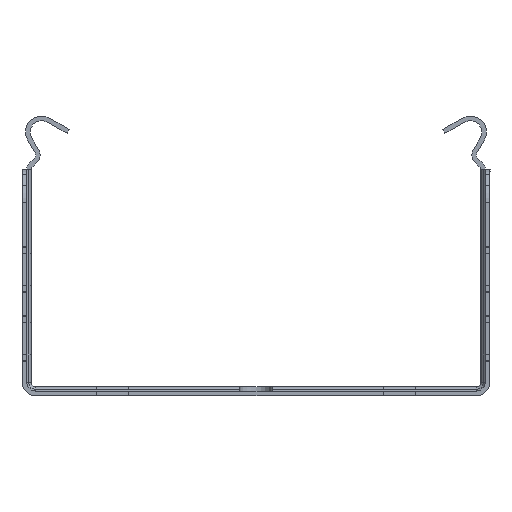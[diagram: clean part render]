
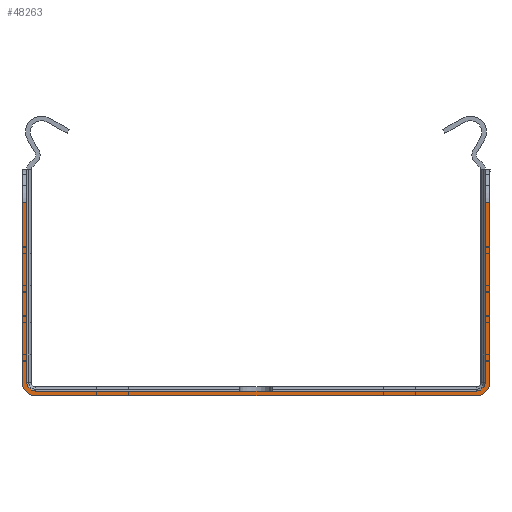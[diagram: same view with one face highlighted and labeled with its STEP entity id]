
A CAD part, front view. The second image highlights one B-rep face of the part: STEP entity #48263.
In plain terms, the highlighted planar face has unit normal (0, -1, 0).
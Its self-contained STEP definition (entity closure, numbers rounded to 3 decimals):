
#1173=PLANE('',#50745);
#2395=FACE_OUTER_BOUND('',#4829,.T.);
#4829=EDGE_LOOP('',(#32653,#32654,#32655,#32656,#32657,#32658,#32659,#32660,
#32661,#32662,#32663,#32664));
#8401=LINE('',#70083,#13239);
#8422=LINE('',#70152,#13260);
#8423=LINE('',#70158,#13261);
#8428=LINE('',#70170,#13266);
#8453=LINE('',#70250,#13291);
#8454=LINE('',#70253,#13292);
#8455=LINE('',#70257,#13293);
#8456=LINE('',#70260,#13294);
#13239=VECTOR('',#55563,10.);
#13260=VECTOR('',#55614,10.);
#13261=VECTOR('',#55619,10.);
#13266=VECTOR('',#55630,10.);
#13291=VECTOR('',#55689,10.);
#13292=VECTOR('',#55692,10.);
#13293=VECTOR('',#55695,10.);
#13294=VECTOR('',#55698,10.);
#18101=CIRCLE('',#50746,1.99);
#18102=CIRCLE('',#50747,1.99);
#18103=CIRCLE('',#50748,3.);
#18104=CIRCLE('',#50749,3.);
#20489=VERTEX_POINT('',#70080);
#20490=VERTEX_POINT('',#70082);
#20523=VERTEX_POINT('',#70150);
#20525=VERTEX_POINT('',#70155);
#20526=VERTEX_POINT('',#70157);
#20530=VERTEX_POINT('',#70169);
#20567=VERTEX_POINT('',#70247);
#20568=VERTEX_POINT('',#70249);
#20569=VERTEX_POINT('',#70252);
#20570=VERTEX_POINT('',#70254);
#20571=VERTEX_POINT('',#70256);
#20572=VERTEX_POINT('',#70258);
#25311=EDGE_CURVE('',#20490,#20489,#8401,.T.);
#25346=EDGE_CURVE('',#20490,#20523,#8422,.T.);
#25348=EDGE_CURVE('',#20525,#20526,#8423,.T.);
#25354=EDGE_CURVE('',#20530,#20526,#8428,.T.);
#25393=EDGE_CURVE('',#20489,#20567,#18101,.T.);
#25394=EDGE_CURVE('',#20567,#20568,#8453,.T.);
#25395=EDGE_CURVE('',#20568,#20530,#18102,.T.);
#25396=EDGE_CURVE('',#20525,#20569,#8454,.T.);
#25397=EDGE_CURVE('',#20569,#20570,#18103,.T.);
#25398=EDGE_CURVE('',#20570,#20571,#8455,.T.);
#25399=EDGE_CURVE('',#20571,#20572,#18104,.T.);
#25400=EDGE_CURVE('',#20572,#20523,#8456,.T.);
#32653=ORIENTED_EDGE('',*,*,#25346,.F.);
#32654=ORIENTED_EDGE('',*,*,#25311,.T.);
#32655=ORIENTED_EDGE('',*,*,#25393,.T.);
#32656=ORIENTED_EDGE('',*,*,#25394,.T.);
#32657=ORIENTED_EDGE('',*,*,#25395,.T.);
#32658=ORIENTED_EDGE('',*,*,#25354,.T.);
#32659=ORIENTED_EDGE('',*,*,#25348,.F.);
#32660=ORIENTED_EDGE('',*,*,#25396,.T.);
#32661=ORIENTED_EDGE('',*,*,#25397,.T.);
#32662=ORIENTED_EDGE('',*,*,#25398,.T.);
#32663=ORIENTED_EDGE('',*,*,#25399,.T.);
#32664=ORIENTED_EDGE('',*,*,#25400,.T.);
#48263=ADVANCED_FACE('',(#2395),#1173,.T.);
#50745=AXIS2_PLACEMENT_3D('',#70246,#55685,#55686);
#50746=AXIS2_PLACEMENT_3D('',#70248,#55687,#55688);
#50747=AXIS2_PLACEMENT_3D('',#70251,#55690,#55691);
#50748=AXIS2_PLACEMENT_3D('',#70255,#55693,#55694);
#50749=AXIS2_PLACEMENT_3D('',#70259,#55696,#55697);
#55563=DIRECTION('',(0.,0.,-1.));
#55614=DIRECTION('',(1.,0.,0.));
#55619=DIRECTION('',(1.,0.,0.));
#55630=DIRECTION('',(0.,0.,1.));
#55685=DIRECTION('center_axis',(0.,-1.,0.));
#55686=DIRECTION('ref_axis',(0.,0.,-1.));
#55687=DIRECTION('center_axis',(0.,1.,0.));
#55688=DIRECTION('ref_axis',(0.,0.,
1.));
#55689=DIRECTION('',(-1.,0.,0.));
#55690=DIRECTION('center_axis',(0.,1.,0.));
#55691=DIRECTION('ref_axis',(1.,0.,0.));
#55692=DIRECTION('',(0.,0.,-1.));
#55693=DIRECTION('center_axis',(0.,-1.,0.));
#55694=DIRECTION('ref_axis',(-1.,0.,0.));
#55695=DIRECTION('',(1.,0.,0.));
#55696=DIRECTION('center_axis',(0.,-1.,0.));
#55697=DIRECTION('ref_axis',(0.,0.,
-1.));
#55698=DIRECTION('',(0.,0.,1.));
#70080=CARTESIAN_POINT('',(49.99,-1518.,2.));
#70082=CARTESIAN_POINT('',(49.99,-1518.,41.045));
#70083=CARTESIAN_POINT('',(49.99,-1518.,48.397));
#70150=CARTESIAN_POINT('',(51.,-1518.,41.045));
#70152=CARTESIAN_POINT('',(12.75,-1518.,41.045));
#70155=CARTESIAN_POINT('',(-51.,-1518.,41.045));
#70157=CARTESIAN_POINT('',(-49.99,-1518.,41.045));
#70158=CARTESIAN_POINT('',(-12.498,-1518.,41.045));
#70169=CARTESIAN_POINT('',(-49.99,-1518.,2.));
#70170=CARTESIAN_POINT('',(-49.99,-1518.,2.));
#70246=CARTESIAN_POINT('Origin',(0.,-1518.,23.694));
#70247=CARTESIAN_POINT('',(48.,-1518.,0.01));
#70248=CARTESIAN_POINT('Origin',(48.,-1518.,2.));
#70249=CARTESIAN_POINT('',(-48.,-1518.,0.01));
#70250=CARTESIAN_POINT('',(48.,-1518.,0.01));
#70251=CARTESIAN_POINT('Origin',(-48.,-1518.,2.));
#70252=CARTESIAN_POINT('',(-51.,-1518.,2.));
#70253=CARTESIAN_POINT('',(-51.,-1518.,48.387));
#70254=CARTESIAN_POINT('',(-48.,-1518.,-1.));
#70255=CARTESIAN_POINT('Origin',(-48.,-1518.,2.));
#70256=CARTESIAN_POINT('',(48.,-1518.,-1.));
#70257=CARTESIAN_POINT('',(-48.,-1518.,-1.));
#70258=CARTESIAN_POINT('',(51.,-1518.,2.));
#70259=CARTESIAN_POINT('Origin',(48.,-1518.,2.));
#70260=CARTESIAN_POINT('',(51.,-1518.,2.));
